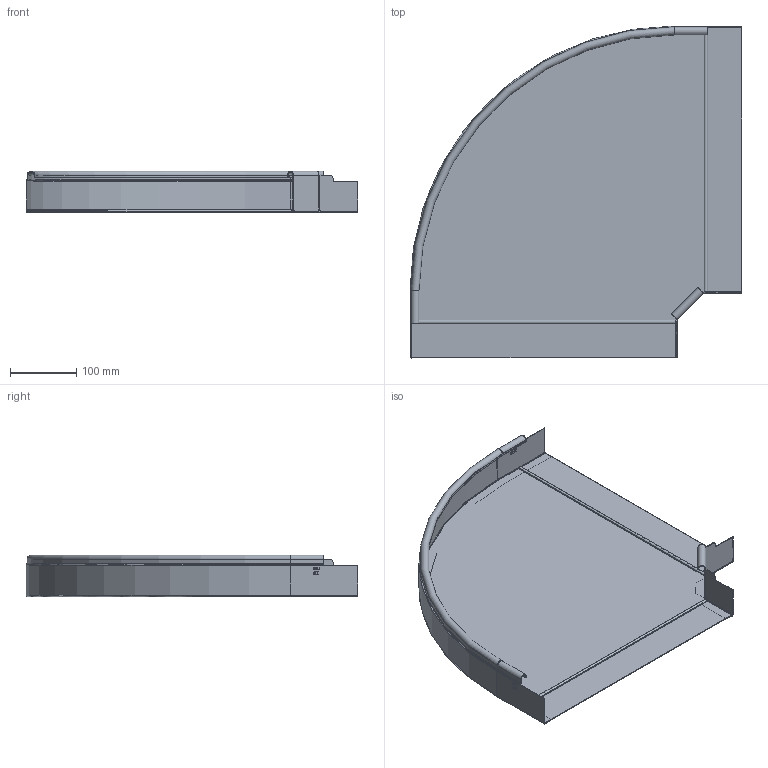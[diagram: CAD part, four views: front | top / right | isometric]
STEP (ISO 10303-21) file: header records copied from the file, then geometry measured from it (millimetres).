
FILE_DESCRIPTION((''),'2;1');
FILE_NAME('6041138_ASM','2012-10-01T',('AndreasKeweloh'),(''),'PRO/ENGINEER BY PARAMETRIC TECHNOLOGY CORPORATION, 2012230','PRO/ENGINEER BY PARAMETRIC TECHNOLOGY CORPORATION, 2012230','');
FILE_SCHEMA(('CONFIG_CONTROL_DESIGN'));
Length unit declared in the file: millimetre
Products named in the file (4): 6041138_INNENHOLM60; 6041138_BODENBLECH_400; 6041138_AUSSENHOM_640; 6041138_ASM
Assembly tree (3 placements, depth 2):
  6041138_ASM
    6041138_INNENHOLM60
    6041138_BODENBLECH_400
    6041138_AUSSENHOM_640
Bounding box: 501.35 x 501.35 x 63 mm (x, y, z)
Volume: 363660.8 mm3; surface area: 587152 mm2
Topology: 3 solids, 3 shells, 370 faces, 938 edges, 598 vertices
Faces by surface type: plane 232, cylinder 70, extrusion 52, bspline 8, torus 8
Entity records: 13756 total; most frequent: CARTESIAN_POINT 4902, ORIENTED_EDGE 1876, DIRECTION 1642, EDGE_CURVE 938, VECTOR 730, LINE 678, VERTEX_POINT 598, AXIS2_PLACEMENT_3D 456
